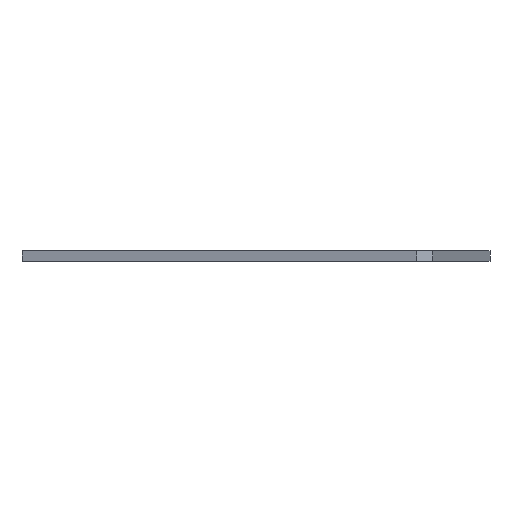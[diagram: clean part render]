
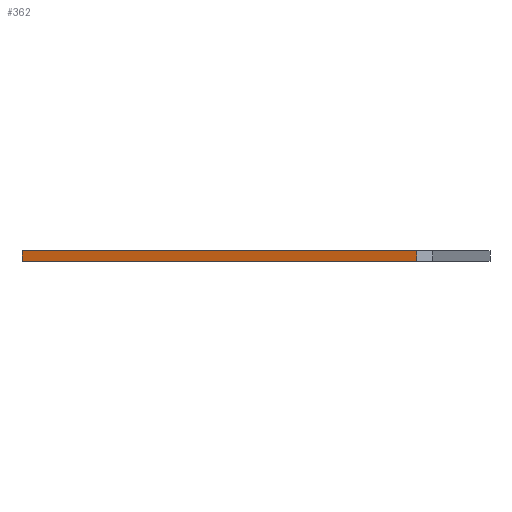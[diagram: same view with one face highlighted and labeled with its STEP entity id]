
A CAD part, front view. The second image highlights one B-rep face of the part: STEP entity #362.
In plain terms, the highlighted planar face has unit normal (-0.259, -0.966, 0).
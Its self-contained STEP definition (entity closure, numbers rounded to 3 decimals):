
#9 = DIRECTION ( 'NONE',  ( 0., 0., 1. ) ) ;
#112 = CARTESIAN_POINT ( 'NONE',  ( 0., -90., 0. ) ) ;
#127 = EDGE_LOOP ( 'NONE', ( #230, #315, #196, #128 ) ) ;
#128 = ORIENTED_EDGE ( 'NONE', *, *, #341, .F. ) ;
#175 = PLANE ( 'NONE',  #592 ) ;
#178 = CARTESIAN_POINT ( 'NONE',  ( 75.938, -110.348, 0. ) ) ;
#196 = ORIENTED_EDGE ( 'NONE', *, *, #268, .T. ) ;
#215 = VECTOR ( 'NONE', #9, 1000. ) ;
#230 = ORIENTED_EDGE ( 'NONE', *, *, #258, .F. ) ;
#238 = CARTESIAN_POINT ( 'NONE',  ( 75.938, -110.348, -2. ) ) ;
#244 = CARTESIAN_POINT ( 'NONE',  ( 0., -90., -2. ) ) ;
#252 = VERTEX_POINT ( 'NONE', #381 ) ;
#258 = EDGE_CURVE ( 'NONE', #252, #457, #747, .T. ) ;
#260 = EDGE_CURVE ( 'NONE', #252, #276, #765, .T. ) ;
#265 = CARTESIAN_POINT ( 'NONE',  ( 0., -90., -2. ) ) ;
#268 = EDGE_CURVE ( 'NONE', #276, #410, #471, .T. ) ;
#276 = VERTEX_POINT ( 'NONE', #178 ) ;
#315 = ORIENTED_EDGE ( 'NONE', *, *, #260, .T. ) ;
#341 = EDGE_CURVE ( 'NONE', #457, #410, #539, .T. ) ;
#342 = DIRECTION ( 'NONE',  ( -0.966, 0.259, 0. ) ) ;
#362 = ADVANCED_FACE ( 'NONE', ( #703 ), #175, .F. ) ;
#381 = CARTESIAN_POINT ( 'NONE',  ( 75.938, -110.348, -2. ) ) ;
#405 = CARTESIAN_POINT ( 'NONE',  ( 0., -90., -2. ) ) ;
#410 = VERTEX_POINT ( 'NONE', #622 ) ;
#457 = VERTEX_POINT ( 'NONE', #265 ) ;
#471 = LINE ( 'NONE', #112, #630 ) ;
#512 = CARTESIAN_POINT ( 'NONE',  ( 0., -90., -2. ) ) ;
#528 = DIRECTION ( 'NONE',  ( -0.966, 0.259, 0. ) ) ;
#539 = LINE ( 'NONE', #244, #215 ) ;
#588 = DIRECTION ( 'NONE',  ( -0.966, 0.259, 0. ) ) ;
#592 = AXIS2_PLACEMENT_3D ( 'NONE', #405, #644, #342 ) ;
#622 = CARTESIAN_POINT ( 'NONE',  ( 0., -90., 0. ) ) ;
#629 = VECTOR ( 'NONE', #528, 1000. ) ;
#630 = VECTOR ( 'NONE', #588, 1000. ) ;
#643 = DIRECTION ( 'NONE',  ( 0., 0., 1. ) ) ;
#644 = DIRECTION ( 'NONE',  ( 0.259, 0.966, 0. ) ) ;
#695 = VECTOR ( 'NONE', #643, 1000. ) ;
#703 = FACE_OUTER_BOUND ( 'NONE', #127, .T. ) ;
#747 = LINE ( 'NONE', #512, #629 ) ;
#765 = LINE ( 'NONE', #238, #695 ) ;
